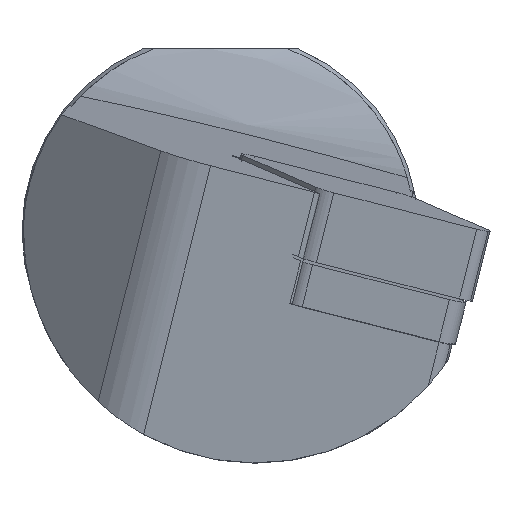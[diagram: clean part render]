
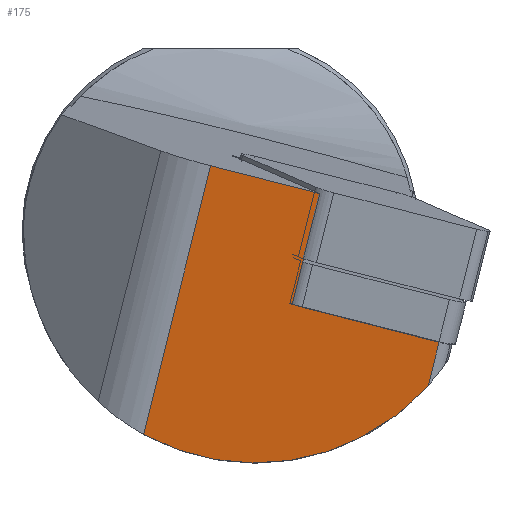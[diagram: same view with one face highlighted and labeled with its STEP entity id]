
A CAD part, left-side view. The second image highlights one B-rep face of the part: STEP entity #175.
In plain terms, the highlighted planar face has unit normal (-0.993, 0.075, -0.089).
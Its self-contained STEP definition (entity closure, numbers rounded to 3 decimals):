
#143=ELLIPSE('',#956,14.7,14.6);
#175=ADVANCED_FACE('',(#246),#222,.F.);
#222=PLANE('',#957);
#246=FACE_OUTER_BOUND('',#292,.T.);
#292=EDGE_LOOP('',(#496,#497,#498,#499,#500,#501,#502));
#339=LINE('',#1286,#400);
#349=LINE('',#1305,#410);
#353=LINE('',#1341,#414);
#354=LINE('',#1343,#415);
#355=LINE('',#1347,#416);
#356=LINE('',#1349,#417);
#400=VECTOR('',#1046,1.);
#410=VECTOR('',#1060,1.);
#414=VECTOR('',#1078,1.);
#415=VECTOR('',#1081,1.);
#416=VECTOR('',#1084,1.);
#417=VECTOR('',#1085,1.);
#496=ORIENTED_EDGE('',*,*,#792,.F.);
#497=ORIENTED_EDGE('',*,*,#802,.T.);
#498=ORIENTED_EDGE('',*,*,#815,.F.);
#499=ORIENTED_EDGE('',*,*,#816,.T.);
#500=ORIENTED_EDGE('',*,*,#817,.T.);
#501=ORIENTED_EDGE('',*,*,#818,.F.);
#502=ORIENTED_EDGE('',*,*,#819,.F.);
#710=VERTEX_POINT('',#1283);
#711=VERTEX_POINT('',#1285);
#718=VERTEX_POINT('',#1304);
#729=VERTEX_POINT('',#1340);
#730=VERTEX_POINT('',#1344);
#731=VERTEX_POINT('',#1346);
#732=VERTEX_POINT('',#1348);
#792=EDGE_CURVE('',#711,#710,#339,.T.);
#802=EDGE_CURVE('',#711,#718,#349,.T.);
#815=EDGE_CURVE('',#729,#718,#353,.T.);
#816=EDGE_CURVE('',#729,#730,#354,.T.);
#817=EDGE_CURVE('',#730,#731,#143,.T.);
#818=EDGE_CURVE('',#732,#731,#355,.T.);
#819=EDGE_CURVE('',#710,#732,#356,.T.);
#956=AXIS2_PLACEMENT_3D('',#1345,#1082,#1083);
#957=AXIS2_PLACEMENT_3D('',#1350,#1086,#1087);
#1046=DIRECTION('',(-0.051,-0.968,-0.247));
#1060=DIRECTION('',(-0.105,-0.241,0.965));
#1078=DIRECTION('',(-0.051,-0.968,-0.247));
#1081=DIRECTION('',(0.105,0.241,-0.965));
#1082=DIRECTION('',(-0.993,0.075,-0.089));
#1083=DIRECTION('',(0.116,0.639,-0.761));
#1084=DIRECTION('',(0.105,0.241,-0.965));
#1085=DIRECTION('',(-0.051,-0.968,-0.247));
#1086=DIRECTION('',(0.993,-0.075,0.089));
#1087=DIRECTION('',(0.089,0.,-0.996));
#1283=CARTESIAN_POINT('',(1.609,-4.586,-4.614));
#1285=CARTESIAN_POINT('',(1.612,-4.528,-4.599));
#1286=CARTESIAN_POINT('',(1.127,-13.791,-6.961));
#1304=CARTESIAN_POINT('',(0.855,-6.269,2.388));
#1305=CARTESIAN_POINT('',(0.044,-8.136,9.876));
#1340=CARTESIAN_POINT('',(1.215,0.606,4.141));
#1341=CARTESIAN_POINT('',(0.37,-15.533,0.026));
#1343=CARTESIAN_POINT('',(6.41,12.563,-43.819));
#1344=CARTESIAN_POINT('',(3.05,4.829,-12.797));
#1345=CARTESIAN_POINT('',(1.375,-2.2,0.));
#1346=CARTESIAN_POINT('',(1.424,-13.107,-9.706));
#1347=CARTESIAN_POINT('',(5.565,-3.575,-47.934));
#1348=CARTESIAN_POINT('',(1.127,-13.791,-6.961));
#1349=CARTESIAN_POINT('',(1.127,-13.791,-6.961));
#1350=CARTESIAN_POINT('',(5.565,-3.575,-47.934));
